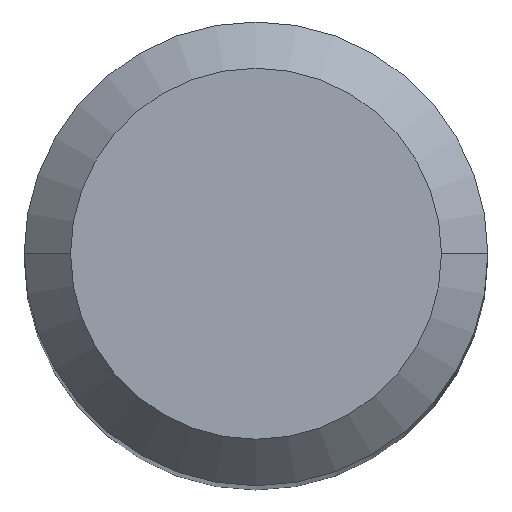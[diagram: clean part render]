
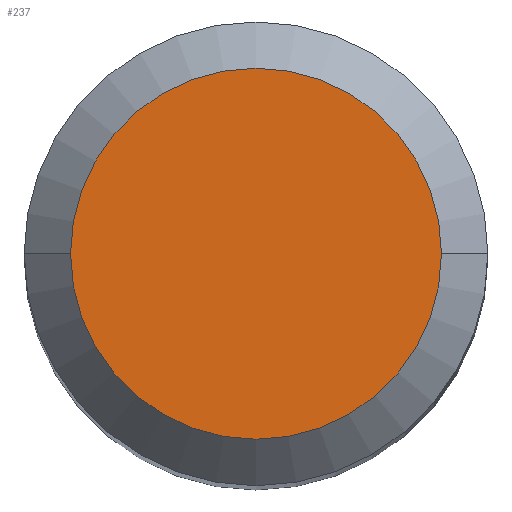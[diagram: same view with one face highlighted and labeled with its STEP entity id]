
A CAD part, top view. The second image highlights one B-rep face of the part: STEP entity #237.
In plain terms, the highlighted planar face has unit normal (0, 0, 1).
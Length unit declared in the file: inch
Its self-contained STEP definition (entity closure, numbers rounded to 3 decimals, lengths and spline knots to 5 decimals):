
#28 = PLANE ( 'NONE',  #247 ) ;
#63 = VERTEX_POINT ( 'NONE', #114 ) ;
#92 = ORIENTED_EDGE ( 'NONE', *, *, #184, .T. ) ;
#113 = DIRECTION ( 'NONE',  ( 1., 0., 0. ) ) ;
#114 = CARTESIAN_POINT ( 'NONE',  ( -0.126, 0., 0. ) ) ;
#147 = AXIS2_PLACEMENT_3D ( 'NONE', #241, #316, #113 ) ;
#184 = EDGE_CURVE ( 'NONE', #412, #63, #258, .T. ) ;
#195 = EDGE_CURVE ( 'NONE', #63, #412, #273, .T. ) ;
#204 = DIRECTION ( 'NONE',  ( -1., 0., 0. ) ) ;
#226 = AXIS2_PLACEMENT_3D ( 'NONE', #463, #403, #330 ) ;
#237 = ADVANCED_FACE ( 'NONE', ( #484 ), #28, .F. ) ;
#241 = CARTESIAN_POINT ( 'NONE',  ( 0., 0., 0. ) ) ;
#247 = AXIS2_PLACEMENT_3D ( 'NONE', #475, #409, #204 ) ;
#258 = CIRCLE ( 'NONE', #147, 0.126 ) ;
#273 = CIRCLE ( 'NONE', #226, 0.126 ) ;
#312 = CARTESIAN_POINT ( 'NONE',  ( 0.126, 0., 0. ) ) ;
#316 = DIRECTION ( 'NONE',  ( 0., 0., 1. ) ) ;
#330 = DIRECTION ( 'NONE',  ( 1., 0., 0. ) ) ;
#399 = EDGE_LOOP ( 'NONE', ( #442, #92 ) ) ;
#403 = DIRECTION ( 'NONE',  ( 0., 0., 1. ) ) ;
#409 = DIRECTION ( 'NONE',  ( 0., 0., -1. ) ) ;
#412 = VERTEX_POINT ( 'NONE', #312 ) ;
#442 = ORIENTED_EDGE ( 'NONE', *, *, #195, .T. ) ;
#463 = CARTESIAN_POINT ( 'NONE',  ( 0., 0., 0. ) ) ;
#475 = CARTESIAN_POINT ( 'NONE',  ( 0., 0., 0. ) ) ;
#484 = FACE_OUTER_BOUND ( 'NONE', #399, .T. ) ;
